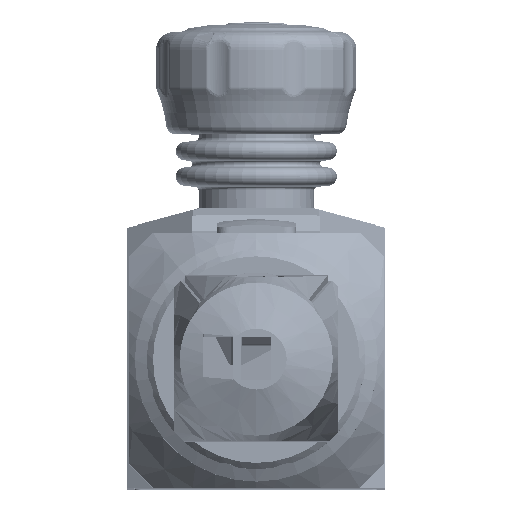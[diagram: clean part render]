
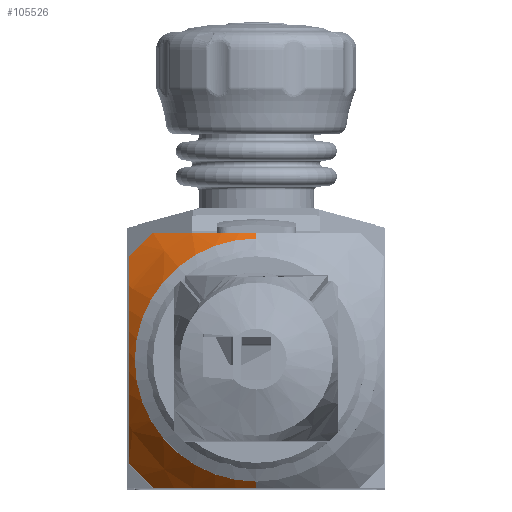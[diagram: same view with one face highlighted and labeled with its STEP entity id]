
A CAD part, top view. The second image highlights one B-rep face of the part: STEP entity #105526.
In plain terms, the highlighted conical face has half-angle 45 degrees and reference radius 23.509 mm.
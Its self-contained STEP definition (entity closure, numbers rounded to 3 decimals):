
#22537=CARTESIAN_POINT('',(-17.,21.,
55.581));
#22538=CARTESIAN_POINT('',(-17.444,20.556,
55.647));
#22539=CARTESIAN_POINT('',(-18.331,19.669,
55.735));
#22540=CARTESIAN_POINT('',(-19.669,18.331,
55.735));
#22541=CARTESIAN_POINT('',(-20.556,17.444,
55.647));
#22542=CARTESIAN_POINT('',(-21.,17.,
55.581));
#22606=CARTESIAN_POINT('',(-21.,-17.,
55.581));
#22607=CARTESIAN_POINT('',(-20.556,-17.444,
55.647));
#22608=CARTESIAN_POINT('',(-19.669,-18.331,
55.735));
#22609=CARTESIAN_POINT('',(-18.331,-19.669,
55.735));
#22610=CARTESIAN_POINT('',(-17.444,-20.556,
55.647));
#22611=CARTESIAN_POINT('',(-17.,-21.,
55.581));
#22617=CARTESIAN_POINT('',(-17.,21.,
55.581));
#22618=CARTESIAN_POINT('',(-16.275,21.,
56.038));
#22619=CARTESIAN_POINT('',(-14.874,21.,
56.884));
#22620=CARTESIAN_POINT('',(-12.945,21.,
57.948));
#22621=CARTESIAN_POINT('',(-11.142,21.,
58.844));
#22622=CARTESIAN_POINT('',(-9.436,21.,
59.594));
#22623=CARTESIAN_POINT('',(-7.791,21.,
60.218));
#22624=CARTESIAN_POINT('',(-6.194,21.,
60.723));
#22625=CARTESIAN_POINT('',(-4.623,21.,
61.115));
#22626=CARTESIAN_POINT('',(-3.074,21.,
61.394));
#22627=CARTESIAN_POINT('',(-1.536,21.,
61.563));
#22628=CARTESIAN_POINT('',(-0.511,21.,61.6));
#22629=CARTESIAN_POINT('',(0.,21.,61.6));
#22631=CARTESIAN_POINT('',(0.,0.,62.6));
#22632=DIRECTION('',(0.,0.,1.));
#22633=DIRECTION('',(0.,1.,0.));
#22634=AXIS2_PLACEMENT_3D('',#22631,#22632,#22633);
#22636=DIRECTION('',(0.,-0.707,-0.707));
#22637=VECTOR('',#22636,1.414);
#22638=CARTESIAN_POINT('',(0.,-20.,62.6));
#22639=LINE('',#22638,#22637);
#22640=CARTESIAN_POINT('',(0.,-21.,61.6));
#22641=CARTESIAN_POINT('',(-0.578,-21.,61.6));
#22642=CARTESIAN_POINT('',(-1.734,-21.,
61.552));
#22643=CARTESIAN_POINT('',(-3.469,-21.,
61.339));
#22644=CARTESIAN_POINT('',(-5.217,-21.,
60.984));
#22645=CARTESIAN_POINT('',(-6.986,-21.,
60.49));
#22646=CARTESIAN_POINT('',(-8.792,-21.,
59.855));
#22647=CARTESIAN_POINT('',(-10.655,-21.,
59.072));
#22648=CARTESIAN_POINT('',(-12.61,-21.,
58.125));
#22649=CARTESIAN_POINT('',(-14.697,-21.,
56.989));
#22650=CARTESIAN_POINT('',(-16.214,-21.,
56.076));
#22651=CARTESIAN_POINT('',(-17.,-21.,
55.581));
#22653=CARTESIAN_POINT('',(-21.,-17.,
55.581));
#22654=CARTESIAN_POINT('',(-21.,-16.222,
56.071));
#22655=CARTESIAN_POINT('',(-21.,-14.724,
56.972));
#22656=CARTESIAN_POINT('',(-21.,-12.68,
58.088));
#22657=CARTESIAN_POINT('',(-21.,-10.782,
59.013));
#22658=CARTESIAN_POINT('',(-21.,-8.999,
59.772));
#22659=CARTESIAN_POINT('',(-21.,-7.286,
60.391));
#22660=CARTESIAN_POINT('',(-21.,-5.627,
60.879));
#22661=CARTESIAN_POINT('',(-21.,-3.997,
61.243));
#22662=CARTESIAN_POINT('',(-21.,-2.393,
61.484));
#22663=CARTESIAN_POINT('',(-21.,-0.795,
61.605));
#22664=CARTESIAN_POINT('',(-21.,0.798,
61.605));
#22665=CARTESIAN_POINT('',(-21.,2.393,
61.484));
#22666=CARTESIAN_POINT('',(-21.,4.002,
61.242));
#22667=CARTESIAN_POINT('',(-21.,5.626,
60.879));
#22668=CARTESIAN_POINT('',(-21.,7.286,
60.391));
#22669=CARTESIAN_POINT('',(-21.,8.997,
59.773));
#22670=CARTESIAN_POINT('',(-21.,10.783,
59.012));
#22671=CARTESIAN_POINT('',(-21.,12.676,
58.09));
#22672=CARTESIAN_POINT('',(-21.,14.718,
56.976));
#22673=CARTESIAN_POINT('',(-21.,16.219,
56.073));
#22674=CARTESIAN_POINT('',(-21.,17.,
55.581));
#22676=CARTESIAN_POINT('',(0.,21.,61.6));
#22731=DIRECTION('',(0.,0.707,-0.707));
#22732=VECTOR('',#22731,1.414);
#22733=CARTESIAN_POINT('',(0.,20.,62.6));
#22734=LINE('',#22733,#22732);
#69565=CARTESIAN_POINT('',(-21.,17.,
55.581));
#69566=VERTEX_POINT('',#69565);
#69567=VERTEX_POINT('',#22653);
#69568=CARTESIAN_POINT('',(-17.,21.,
55.581));
#69569=VERTEX_POINT('',#69568);
#69572=VERTEX_POINT('',#22676);
#69579=CARTESIAN_POINT('',(-17.,-21.,
55.581));
#69580=VERTEX_POINT('',#69579);
#69581=VERTEX_POINT('',#22640);
#69582=CARTESIAN_POINT('',(0.,20.,62.6));
#69583=VERTEX_POINT('',#69582);
#69584=CARTESIAN_POINT('',(0.,-20.,62.6));
#69585=VERTEX_POINT('',#69584);
#105508=CARTESIAN_POINT('',(0.,0.,59.091));
#105509=DIRECTION('',(0.,0.,-1.));
#105510=DIRECTION('',(0.,-1.,0.));
#105511=AXIS2_PLACEMENT_3D('',#105508,#105509,#105510);
#105512=CONICAL_SURFACE('',#105511,23.509,45.);
#105513=ORIENTED_EDGE('',*,*,#105431,.T.);
#105515=ORIENTED_EDGE('',*,*,#105514,.F.);
#105517=ORIENTED_EDGE('',*,*,#105516,.T.);
#105519=ORIENTED_EDGE('',*,*,#105518,.T.);
#105520=ORIENTED_EDGE('',*,*,#105487,.T.);
#105521=ORIENTED_EDGE('',*,*,#105502,.F.);
#105522=ORIENTED_EDGE('',*,*,#105400,.T.);
#105523=ORIENTED_EDGE('',*,*,#105415,.F.);
#105524=EDGE_LOOP('',(#105513,#105515,#105517,#105519,#105520,#105521,#105522,
#105523));
#105525=FACE_OUTER_BOUND('',#105524,.F.);
#105526=ADVANCED_FACE('',(#105525),#105512,.T.);
#22543=B_SPLINE_CURVE_WITH_KNOTS('',3,(#22537,#22538,#22539,#22540,#22541,
#22542),.UNSPECIFIED.,.F.,.F.,(4,1,1,4),(0.,0.333,
0.667,1.),.UNSPECIFIED.);
#22612=B_SPLINE_CURVE_WITH_KNOTS('',3,(#22606,#22607,#22608,#22609,#22610,
#22611),.UNSPECIFIED.,.F.,.F.,(4,1,1,4),(0.,0.333,
0.667,1.),.UNSPECIFIED.);
#22630=B_SPLINE_CURVE_WITH_KNOTS('',3,(#22617,#22618,#22619,#22620,#22621,
#22622,#22623,#22624,#22625,#22626,#22627,#22628,#22629),.UNSPECIFIED.,.F.,.F.,(
4,1,1,1,1,1,1,1,1,1,4),(0.,0.1,0.2,0.3,0.4,0.5,0.6,0.7,0.8,
0.9,1.),.UNSPECIFIED.);
#22635=CIRCLE('',#22634,20.);
#22652=B_SPLINE_CURVE_WITH_KNOTS('',3,(#22640,#22641,#22642,#22643,#22644,
#22645,#22646,#22647,#22648,#22649,#22650,#22651),.UNSPECIFIED.,.F.,.F.,(4,1,1,
1,1,1,1,1,1,4),(0.,0.111,0.222,0.333,
0.444,0.556,0.667,0.778,
0.889,1.),.UNSPECIFIED.);
#22675=B_SPLINE_CURVE_WITH_KNOTS('',3,(#22653,#22654,#22655,#22656,#22657,
#22658,#22659,#22660,#22661,#22662,#22663,#22664,#22665,#22666,#22667,#22668,
#22669,#22670,#22671,#22672,#22673,#22674),.UNSPECIFIED.,.F.,.F.,(4,1,1,1,1,1,1,
1,1,1,1,1,1,1,1,1,1,1,1,4),(0.,0.053,0.105,
0.158,0.211,0.263,0.316,
0.368,0.421,0.474,0.526,
0.579,0.632,0.684,0.737,
0.789,0.842,0.895,0.947,1.),
.UNSPECIFIED.);
#105400=EDGE_CURVE('',#69567,#69566,#22675,.T.);
#105415=EDGE_CURVE('',#69569,#69566,#22543,.T.);
#105431=EDGE_CURVE('',#69569,#69572,#22630,.T.);
#105487=EDGE_CURVE('',#69581,#69580,#22652,.T.);
#105502=EDGE_CURVE('',#69567,#69580,#22612,.T.);
#105514=EDGE_CURVE('',#69583,#69572,#22734,.T.);
#105516=EDGE_CURVE('',#69583,#69585,#22635,.T.);
#105518=EDGE_CURVE('',#69585,#69581,#22639,.T.);
